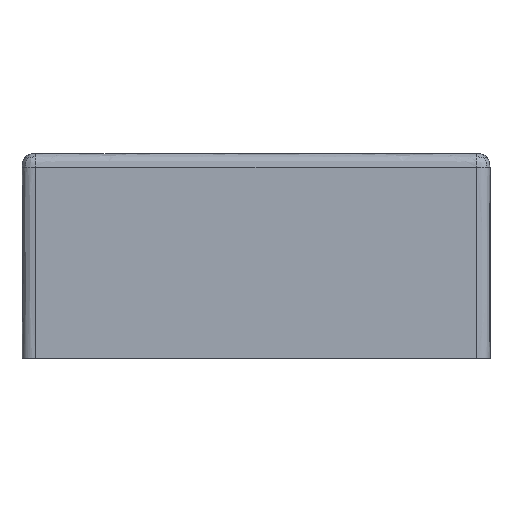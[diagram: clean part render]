
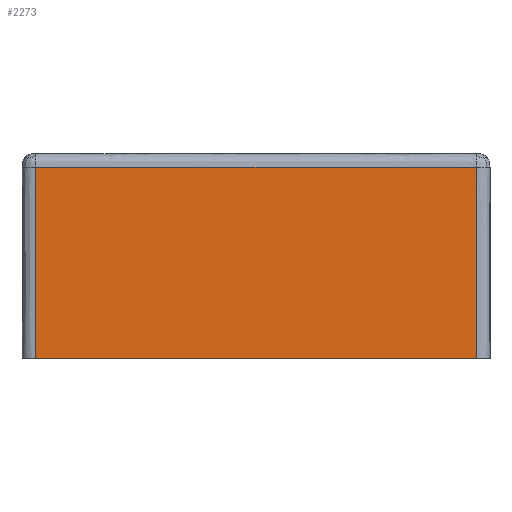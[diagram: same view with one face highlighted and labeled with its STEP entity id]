
A CAD part, left-side view. The second image highlights one B-rep face of the part: STEP entity #2273.
In plain terms, the highlighted planar face has unit normal (-1, 0, 0).
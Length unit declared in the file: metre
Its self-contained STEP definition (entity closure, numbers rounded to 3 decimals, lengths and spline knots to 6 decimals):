
#156=LINE('',#3735,#196);
#196=VECTOR('',#2719,1.);
#352=ORIENTED_EDGE('',*,*,#1040,.T.);
#353=ORIENTED_EDGE('',*,*,#1041,.T.);
#354=ORIENTED_EDGE('',*,*,#1042,.F.);
#355=ORIENTED_EDGE('',*,*,#1043,.T.);
#1040=EDGE_CURVE('',#1384,#1385,#1607,.T.);
#1041=EDGE_CURVE('',#1385,#1386,#1608,.T.);
#1042=EDGE_CURVE('',#1387,#1386,#156,.T.);
#1043=EDGE_CURVE('',#1387,#1384,#1609,.T.);
#1384=VERTEX_POINT('',#3728);
#1385=VERTEX_POINT('',#3729);
#1386=VERTEX_POINT('',#3734);
#1387=VERTEX_POINT('',#3736);
#1607=B_SPLINE_CURVE_WITH_KNOTS('',3,(#3724,#3725,#3726,#3727),
 .UNSPECIFIED.,.F.,.F.,(4,4),(0.,1.),.UNSPECIFIED.);
#1608=B_SPLINE_CURVE_WITH_KNOTS('',3,(#3730,#3731,#3732,#3733),
 .UNSPECIFIED.,.F.,.F.,(4,4),(0.,1.),.UNSPECIFIED.);
#1609=B_SPLINE_CURVE_WITH_KNOTS('',3,(#3737,#3738,#3739,#3740),
 .UNSPECIFIED.,.F.,.F.,(4,4),(0.,1.),.UNSPECIFIED.);
#1790=EDGE_LOOP('',(#352,#353,#354,#355));
#2004=FACE_BOUND('',#1790,.T.);
#2213=PLANE('',#2541);
#2273=ADVANCED_FACE('',(#2004),#2213,.T.);
#2541=AXIS2_PLACEMENT_3D('',#3723,#2717,#2718);
#2717=DIRECTION('',(-1.,0.,0.));
#2718=DIRECTION('',(0.,0.,1.));
#2719=DIRECTION('',(0.,1.,0.));
#3723=CARTESIAN_POINT('',(0.,-0.24175,0.03));
#3724=CARTESIAN_POINT('',(0.,-0.274,0.028));
#3725=CARTESIAN_POINT('',(0.,-0.2525,0.028));
#3726=CARTESIAN_POINT('',(0.,-0.231,0.028));
#3727=CARTESIAN_POINT('',(0.,-0.2095,0.028));
#3728=CARTESIAN_POINT('',(0.,-0.274,0.028));
#3729=CARTESIAN_POINT('',(0.,-0.2095,0.028));
#3730=CARTESIAN_POINT('',(0.,-0.2095,0.028));
#3731=CARTESIAN_POINT('',(0.,-0.2095,0.018667));
#3732=CARTESIAN_POINT('',(0.,-0.2095,0.009333));
#3733=CARTESIAN_POINT('',(0.,-0.2095,0.));
#3734=CARTESIAN_POINT('',(0.,-0.2095,0.));
#3735=CARTESIAN_POINT('',(0.,-0.24175,0.));
#3736=CARTESIAN_POINT('',(0.,-0.274,0.));
#3737=CARTESIAN_POINT('',(0.,-0.274,0.));
#3738=CARTESIAN_POINT('',(0.,-0.274,0.009333));
#3739=CARTESIAN_POINT('',(0.,-0.274,0.018667));
#3740=CARTESIAN_POINT('',(0.,-0.274,0.028));
